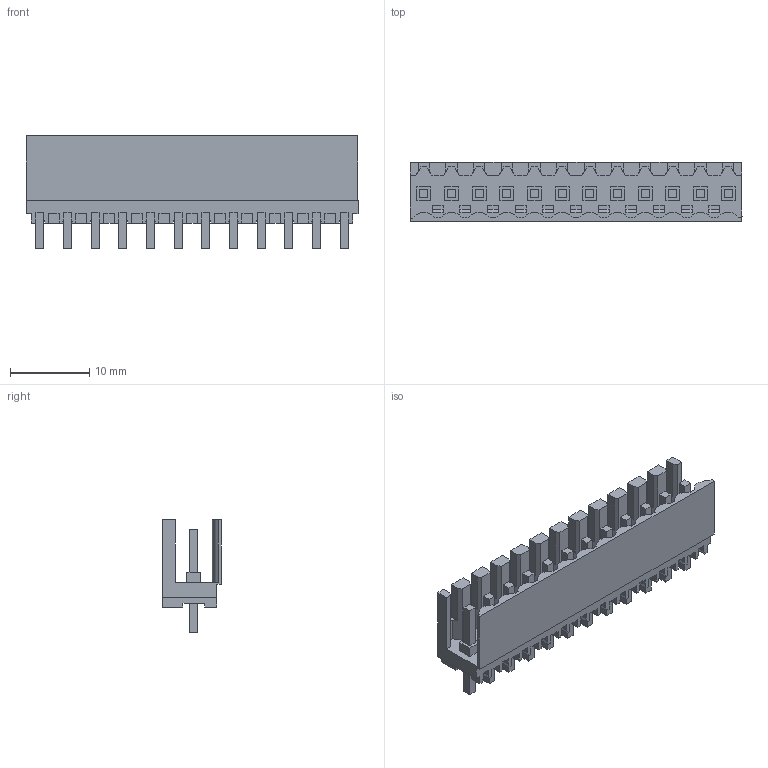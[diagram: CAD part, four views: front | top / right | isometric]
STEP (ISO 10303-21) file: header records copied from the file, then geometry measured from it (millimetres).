
FILE_DESCRIPTION(('CATIA V5 STEP Exchange','CAx-IF Rec.Pracs.--- Model Styling and Organization---1.2---2011-12-15'),'2;1');
FILE_NAME ('D1453205_0_1604870000_1604870000.stp','2018-03-12T10:25:03+00:00',('none'),('Weidmueller'),'CATIA Version 5-6 Release 2014','CATIA V5 STEP AP214','none');
FILE_SCHEMA(('AUTOMOTIVE_DESIGN { 1 0 10303 214 1 1 1 1 }'));
Length unit declared in the file: millimetre
Products named in the file (1): 1604870000
Bounding box: 42 x 7.45 x 14.25 mm (x, y, z)
Volume: 1333.3 mm3; surface area: 3763.2 mm2
Topology: 13 solids, 13 shells, 714 faces, 2102 edges, 1437 vertices
Faces by surface type: plane 702, cylinder 12
Entity records: 22499 total; most frequent: ORIENTED_EDGE 4204, CARTESIAN_POINT 3932, DIRECTION 2886, EDGE_CURVE 2102, VECTOR 2078, LINE 2078, VERTEX_POINT 1437, EDGE_LOOP 761
